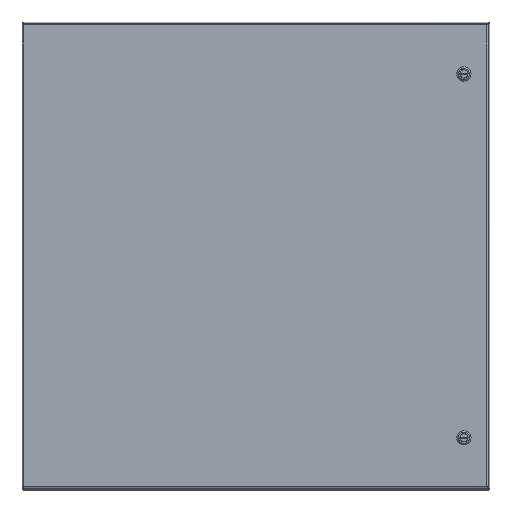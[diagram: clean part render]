
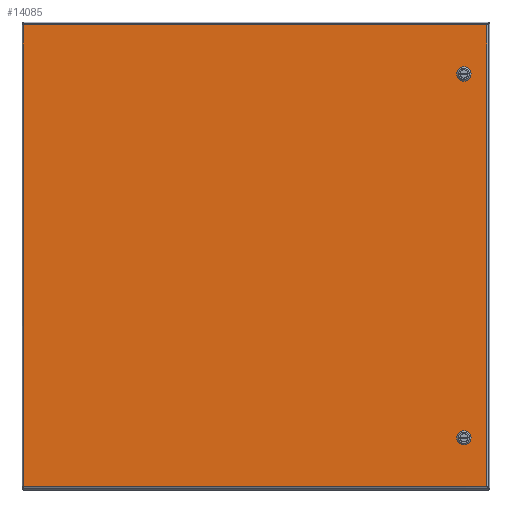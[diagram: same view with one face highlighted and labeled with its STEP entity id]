
A CAD part, top view. The second image highlights one B-rep face of the part: STEP entity #14085.
In plain terms, the highlighted face is planar.
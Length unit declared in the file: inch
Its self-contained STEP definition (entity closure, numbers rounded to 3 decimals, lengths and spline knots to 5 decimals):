
#495=FACE_BOUND('',#3052,.T.);
#496=FACE_BOUND('',#3053,.T.);
#709=CIRCLE('',#14923,0.453);
#711=CIRCLE('',#14927,0.453);
#713=CIRCLE('',#14931,0.453);
#715=CIRCLE('',#14935,0.453);
#717=CIRCLE('',#14939,0.453);
#719=CIRCLE('',#14943,0.453);
#721=CIRCLE('',#14947,0.453);
#723=CIRCLE('',#14951,0.453);
#1325=PLANE('',#14993);
#2126=FACE_OUTER_BOUND('',#3051,.T.);
#3051=EDGE_LOOP('',(#10388,#10389,#10390,#10391));
#3052=EDGE_LOOP('',(#10392,#10393,#10394,#10395,#10396,#10397,#10398,#10399));
#3053=EDGE_LOOP('',(#10400,#10401,#10402,#10403,#10404,#10405,#10406,#10407));
#4093=LINE('',#22729,#5175);
#4097=LINE('',#22741,#5179);
#4101=LINE('',#22753,#5183);
#4105=LINE('',#22763,#5187);
#4109=LINE('',#22777,#5191);
#4113=LINE('',#22789,#5195);
#4117=LINE('',#22801,#5199);
#4121=LINE('',#22811,#5203);
#4169=LINE('',#22917,#5251);
#4175=LINE('',#22999,#5257);
#4190=LINE('',#23099,#5272);
#4205=LINE('',#23198,#5287);
#5175=VECTOR('',#16738,0.42525);
#5179=VECTOR('',#16750,0.42525);
#5183=VECTOR('',#16762,0.42525);
#5187=VECTOR('',#16774,0.42525);
#5191=VECTOR('',#16786,0.42525);
#5195=VECTOR('',#16798,0.42525);
#5199=VECTOR('',#16810,0.42525);
#5203=VECTOR('',#16822,0.42525);
#5251=VECTOR('',#16904,35.5395);
#5257=VECTOR('',#16916,35.6645);
#5272=VECTOR('',#16945,35.5395);
#5287=VECTOR('',#16974,35.6645);
#6326=VERTEX_POINT('',#22720);
#6327=VERTEX_POINT('',#22722);
#6329=VERTEX_POINT('',#22728);
#6331=VERTEX_POINT('',#22734);
#6333=VERTEX_POINT('',#22740);
#6335=VERTEX_POINT('',#22746);
#6337=VERTEX_POINT('',#22752);
#6339=VERTEX_POINT('',#22758);
#6342=VERTEX_POINT('',#22768);
#6343=VERTEX_POINT('',#22770);
#6345=VERTEX_POINT('',#22776);
#6347=VERTEX_POINT('',#22782);
#6349=VERTEX_POINT('',#22788);
#6351=VERTEX_POINT('',#22794);
#6353=VERTEX_POINT('',#22800);
#6355=VERTEX_POINT('',#22806);
#6388=VERTEX_POINT('',#22908);
#6389=VERTEX_POINT('',#22916);
#6394=VERTEX_POINT('',#22991);
#6404=VERTEX_POINT('',#23091);
#7757=EDGE_CURVE('',#6327,#6326,#709,.T.);
#7760=EDGE_CURVE('',#6329,#6327,#4093,.T.);
#7763=EDGE_CURVE('',#6331,#6329,#711,.T.);
#7766=EDGE_CURVE('',#6333,#6331,#4097,.T.);
#7769=EDGE_CURVE('',#6335,#6333,#713,.T.);
#7772=EDGE_CURVE('',#6337,#6335,#4101,.T.);
#7775=EDGE_CURVE('',#6339,#6337,#715,.T.);
#7778=EDGE_CURVE('',#6326,#6339,#4105,.T.);
#7781=EDGE_CURVE('',#6343,#6342,#717,.T.);
#7784=EDGE_CURVE('',#6345,#6343,#4109,.T.);
#7787=EDGE_CURVE('',#6347,#6345,#719,.T.);
#7790=EDGE_CURVE('',#6349,#6347,#4113,.T.);
#7793=EDGE_CURVE('',#6351,#6349,#721,.T.);
#7796=EDGE_CURVE('',#6353,#6351,#4117,.T.);
#7799=EDGE_CURVE('',#6355,#6353,#723,.T.);
#7802=EDGE_CURVE('',#6342,#6355,#4121,.T.);
#7851=EDGE_CURVE('',#6389,#6388,#4169,.T.);
#7861=EDGE_CURVE('',#6388,#6394,#4175,.T.);
#7880=EDGE_CURVE('',#6394,#6404,#4190,.T.);
#7899=EDGE_CURVE('',#6404,#6389,#4205,.T.);
#10388=ORIENTED_EDGE('',*,*,#7851,.T.);
#10389=ORIENTED_EDGE('',*,*,#7861,.T.);
#10390=ORIENTED_EDGE('',*,*,#7880,.T.);
#10391=ORIENTED_EDGE('',*,*,#7899,.T.);
#10392=ORIENTED_EDGE('',*,*,#7757,.T.);
#10393=ORIENTED_EDGE('',*,*,#7778,.T.);
#10394=ORIENTED_EDGE('',*,*,#7775,.T.);
#10395=ORIENTED_EDGE('',*,*,#7772,.T.);
#10396=ORIENTED_EDGE('',*,*,#7769,.T.);
#10397=ORIENTED_EDGE('',*,*,#7766,.T.);
#10398=ORIENTED_EDGE('',*,*,#7763,.T.);
#10399=ORIENTED_EDGE('',*,*,#7760,.T.);
#10400=ORIENTED_EDGE('',*,*,#7781,.T.);
#10401=ORIENTED_EDGE('',*,*,#7802,.T.);
#10402=ORIENTED_EDGE('',*,*,#7799,.T.);
#10403=ORIENTED_EDGE('',*,*,#7796,.T.);
#10404=ORIENTED_EDGE('',*,*,#7793,.T.);
#10405=ORIENTED_EDGE('',*,*,#7790,.T.);
#10406=ORIENTED_EDGE('',*,*,#7787,.T.);
#10407=ORIENTED_EDGE('',*,*,#7784,.T.);
#14085=ADVANCED_FACE('',(#2126,#495,#496),#1325,.F.);
#14923=AXIS2_PLACEMENT_3D('',#22723,#16732,#16733);
#14927=AXIS2_PLACEMENT_3D('',#22735,#16744,#16745);
#14931=AXIS2_PLACEMENT_3D('',#22747,#16756,#16757);
#14935=AXIS2_PLACEMENT_3D('',#22759,#16768,#16769);
#14939=AXIS2_PLACEMENT_3D('',#22771,#16780,#16781);
#14943=AXIS2_PLACEMENT_3D('',#22783,#16792,#16793);
#14947=AXIS2_PLACEMENT_3D('',#22795,#16804,#16805);
#14951=AXIS2_PLACEMENT_3D('',#22807,#16816,#16817);
#14993=AXIS2_PLACEMENT_3D('',#23284,#16999,#17000);
#16732=DIRECTION('center_axis',(0.,0.,1.));
#16733=DIRECTION('ref_axis',(-0.469,-0.883,0.));
#16738=DIRECTION('',(0.,1.,0.));
#16744=DIRECTION('center_axis',(0.,0.,1.));
#16745=DIRECTION('ref_axis',(-0.883,0.469,0.));
#16750=DIRECTION('',(1.,0.,0.));
#16756=DIRECTION('center_axis',(0.,0.,1.));
#16757=DIRECTION('ref_axis',(0.469,0.883,0.));
#16762=DIRECTION('',(0.,-1.,0.));
#16768=DIRECTION('center_axis',(0.,0.,1.));
#16769=DIRECTION('ref_axis',(0.883,-0.469,0.));
#16774=DIRECTION('',(-1.,0.,0.));
#16780=DIRECTION('center_axis',(0.,0.,1.));
#16781=DIRECTION('ref_axis',(-0.469,-0.883,0.));
#16786=DIRECTION('',(0.,1.,0.));
#16792=DIRECTION('center_axis',(0.,0.,1.));
#16793=DIRECTION('ref_axis',(-0.883,0.469,0.));
#16798=DIRECTION('',(1.,0.,0.));
#16804=DIRECTION('center_axis',(0.,0.,1.));
#16805=DIRECTION('ref_axis',(0.469,0.883,0.));
#16810=DIRECTION('',(0.,-1.,0.));
#16816=DIRECTION('center_axis',(0.,0.,1.));
#16817=DIRECTION('ref_axis',(0.883,-0.469,0.));
#16822=DIRECTION('',(-1.,0.,0.));
#16904=DIRECTION('',(0.,-1.,0.));
#16916=DIRECTION('',(-1.,0.,0.));
#16945=DIRECTION('',(0.,1.,0.));
#16974=DIRECTION('',(1.,0.,0.));
#16999=DIRECTION('center_axis',(0.,0.,1.));
#17000=DIRECTION('ref_axis',(1.,0.,0.));
#22720=CARTESIAN_POINT('',(2.08762,4.275,0.));
#22722=CARTESIAN_POINT('',(2.275,4.08762,0.));
#22723=CARTESIAN_POINT('Origin',(1.875,3.875,0.));
#22728=CARTESIAN_POINT('',(2.275,3.66238,0.));
#22729=CARTESIAN_POINT('',(2.275,10.98131,0.));
#22734=CARTESIAN_POINT('',(2.08762,3.475,0.));
#22735=CARTESIAN_POINT('Origin',(1.875,3.875,0.));
#22740=CARTESIAN_POINT('',(1.66238,3.475,0.));
#22741=CARTESIAN_POINT('',(10.01256,3.475,0.));
#22746=CARTESIAN_POINT('',(1.475,3.66238,0.));
#22747=CARTESIAN_POINT('Origin',(1.875,3.875,0.));
#22752=CARTESIAN_POINT('',(1.475,4.08762,0.));
#22753=CARTESIAN_POINT('',(1.475,10.76869,0.));
#22758=CARTESIAN_POINT('',(1.66238,4.275,0.));
#22759=CARTESIAN_POINT('Origin',(1.875,3.875,0.));
#22763=CARTESIAN_POINT('',(9.79994,4.275,0.));
#22768=CARTESIAN_POINT('',(2.08762,32.275,0.));
#22770=CARTESIAN_POINT('',(2.275,32.08762,0.));
#22771=CARTESIAN_POINT('Origin',(1.875,31.875,0.));
#22776=CARTESIAN_POINT('',(2.275,31.66238,0.));
#22777=CARTESIAN_POINT('',(2.275,24.98131,0.));
#22782=CARTESIAN_POINT('',(2.08762,31.475,0.));
#22783=CARTESIAN_POINT('Origin',(1.875,31.875,0.));
#22788=CARTESIAN_POINT('',(1.66238,31.475,0.));
#22789=CARTESIAN_POINT('',(10.01256,31.475,0.));
#22794=CARTESIAN_POINT('',(1.475,31.66238,0.));
#22795=CARTESIAN_POINT('Origin',(1.875,31.875,0.));
#22800=CARTESIAN_POINT('',(1.475,32.08762,0.));
#22801=CARTESIAN_POINT('',(1.475,24.76869,0.));
#22806=CARTESIAN_POINT('',(1.66238,32.275,0.));
#22807=CARTESIAN_POINT('Origin',(1.875,31.875,0.));
#22811=CARTESIAN_POINT('',(9.79994,32.275,0.));
#22908=CARTESIAN_POINT('',(35.76975,0.10525,0.));
#22916=CARTESIAN_POINT('',(35.76975,35.64475,0.));
#22917=CARTESIAN_POINT('',(35.76975,26.75988,0.));
#22991=CARTESIAN_POINT('',(0.10525,0.10525,0.));
#22999=CARTESIAN_POINT('',(26.85363,0.10525,0.));
#23091=CARTESIAN_POINT('',(0.10525,35.64475,0.));
#23099=CARTESIAN_POINT('',(0.10525,8.99013,0.));
#23198=CARTESIAN_POINT('',(9.02137,35.64475,0.));
#23284=CARTESIAN_POINT('Origin',(17.9375,17.875,0.));
